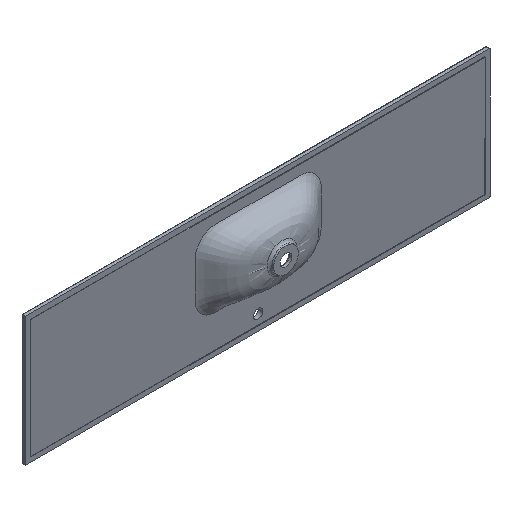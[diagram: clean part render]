
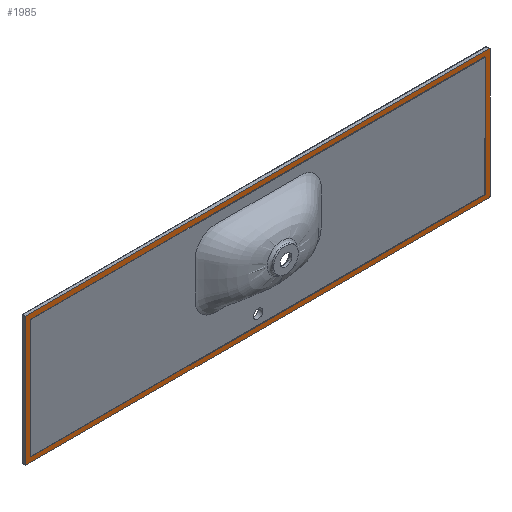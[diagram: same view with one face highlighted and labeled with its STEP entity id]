
A CAD part, isometric view. The second image highlights one B-rep face of the part: STEP entity #1985.
In plain terms, the highlighted planar face has unit normal (0, -1, 0).
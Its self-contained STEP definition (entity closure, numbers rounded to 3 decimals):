
#153 = CARTESIAN_POINT ( 'NONE',  ( -899.999, -14., -247.755 ) ) ;
#228 = VECTOR ( 'NONE', #13302, 1000. ) ;
#435 = ORIENTED_EDGE ( 'NONE', *, *, #14339, .T. ) ;
#542 = CARTESIAN_POINT ( 'NONE',  ( 899.999, -14., 249.416 ) ) ;
#573 = EDGE_CURVE ( 'NONE', #17306, #15377, #18367, .T. ) ;
#582 = DIRECTION ( 'NONE',  ( 1., 0., 0. ) ) ;
#751 = CARTESIAN_POINT ( 'NONE',  ( -899.999, -14., -247.755 ) ) ;
#861 = CARTESIAN_POINT ( 'NONE',  ( 899.171, -14., 250.244 ) ) ;
#972 = ORIENTED_EDGE ( 'NONE', *, *, #14155, .T. ) ;
#1028 = CARTESIAN_POINT ( 'NONE',  ( -899.999, -14., -249.755 ) ) ;
#1096 = CARTESIAN_POINT ( 'NONE',  ( -880.558, -14., 230.803 ) ) ;
#1513 = CARTESIAN_POINT ( 'NONE',  ( -880.558, -14., -229.755 ) ) ;
#1592 = CARTESIAN_POINT ( 'NONE',  ( 880.558, -14., -229.755 ) ) ;
#1631 = AXIS2_PLACEMENT_3D ( 'NONE', #2142, #10150, #1926 ) ;
#1642 = EDGE_CURVE ( 'NONE', #16125, #17306, #3453, .T. ) ;
#1926 = DIRECTION ( 'NONE',  ( 0., 0., 1. ) ) ;
#1985 = ADVANCED_FACE ( 'NONE', ( #3553, #20193 ), #10364, .F. ) ;
#2142 = CARTESIAN_POINT ( 'NONE',  ( 0., -14., 0. ) ) ;
#2171 = EDGE_CURVE ( 'NONE', #5379, #14508, #16450, .T. ) ;
#2318 = CARTESIAN_POINT ( 'NONE',  ( 299.51, -14., 250.244 ) ) ;
#2714 = CARTESIAN_POINT ( 'NONE',  ( -880.558, -14., 230.803 ) ) ;
#2930 = EDGE_LOOP ( 'NONE', ( #21192, #6270, #3895, #6492 ) ) ;
#3037 = EDGE_LOOP ( 'NONE', ( #10502, #9092, #435, #3583, #20651, #10286, #972, #14830 ) ) ;
#3191 = CARTESIAN_POINT ( 'NONE',  ( 898., -14., 250.244 ) ) ;
#3324 = CARTESIAN_POINT ( 'NONE',  ( 899.999, -14., -247.755 ) ) ;
#3453 = LINE ( 'NONE', #13612, #228 ) ;
#3553 = FACE_OUTER_BOUND ( 'NONE', #3037, .T. ) ;
#3583 = ORIENTED_EDGE ( 'NONE', *, *, #21160, .T. ) ;
#3623 = CARTESIAN_POINT ( 'NONE',  ( -899.171, -14., 250.244 ) ) ;
#3895 = ORIENTED_EDGE ( 'NONE', *, *, #1642, .F. ) ;
#3940 = VECTOR ( 'NONE', #582, 1000. ) ;
#4031 = VERTEX_POINT ( 'NONE', #9468 ) ;
#4211 = VERTEX_POINT ( 'NONE', #12496 ) ;
#4234 = EDGE_CURVE ( 'NONE', #4211, #19242, #19188, .T. ) ;
#4272 = DIRECTION ( 'NONE',  ( 0., 0., -1. ) ) ;
#4538 = VERTEX_POINT ( 'NONE', #17470 ) ;
#5132 = CARTESIAN_POINT ( 'NONE',  ( -899.999, -14., 249.416 ) ) ;
#5379 = VERTEX_POINT ( 'NONE', #12824 ) ;
#5876 = CARTESIAN_POINT ( 'NONE',  ( 299.51, -14., -249.755 ) ) ;
#6270 = ORIENTED_EDGE ( 'NONE', *, *, #573, .F. ) ;
#6492 = ORIENTED_EDGE ( 'NONE', *, *, #11274, .F. ) ;
#6590 = DIRECTION ( 'NONE',  ( 1., 0., 0. ) ) ;
#6770 =( BOUNDED_CURVE ( )  B_SPLINE_CURVE ( 3, ( #19842, #3623, #5132, #10009 ),
 .UNSPECIFIED., .F., .T. ) 
 B_SPLINE_CURVE_WITH_KNOTS ( ( 4, 4 ),
 ( 2.357, 3.926 ),
 .UNSPECIFIED. ) 
 CURVE ( )  GEOMETRIC_REPRESENTATION_ITEM ( )  RATIONAL_B_SPLINE_CURVE ( ( 1., 0.805, 0.805, 1. ) ) 
 REPRESENTATION_ITEM ( '' )  );
#6794 = LINE ( 'NONE', #1513, #8492 ) ;
#7465 = VERTEX_POINT ( 'NONE', #3191 ) ;
#8302 =( BOUNDED_CURVE ( )  B_SPLINE_CURVE ( 3, ( #751, #19134, #14067, #18711 ),
 .UNSPECIFIED., .F., .T. ) 
 B_SPLINE_CURVE_WITH_KNOTS ( ( 4, 4 ),
 ( 3.142, 4.712 ),
 .UNSPECIFIED. ) 
 CURVE ( )  GEOMETRIC_REPRESENTATION_ITEM ( )  RATIONAL_B_SPLINE_CURVE ( ( 1., 0.805, 0.805, 1. ) ) 
 REPRESENTATION_ITEM ( '' )  );
#8492 = VECTOR ( 'NONE', #6590, 1000. ) ;
#8604 = CARTESIAN_POINT ( 'NONE',  ( 899.999, -14., 248.245 ) ) ;
#8747 = CARTESIAN_POINT ( 'NONE',  ( 897.998, -14., -249.755 ) ) ;
#8878 = CARTESIAN_POINT ( 'NONE',  ( 898., -14., 250.244 ) ) ;
#9092 = ORIENTED_EDGE ( 'NONE', *, *, #4234, .T. ) ;
#9233 = VECTOR ( 'NONE', #10257, 1000. ) ;
#9430 = LINE ( 'NONE', #1096, #20859 ) ;
#9468 = CARTESIAN_POINT ( 'NONE',  ( -897.998, -14., -249.755 ) ) ;
#10009 = CARTESIAN_POINT ( 'NONE',  ( -899.999, -14., 248.245 ) ) ;
#10150 = DIRECTION ( 'NONE',  ( 0., 1., 0. ) ) ;
#10257 = DIRECTION ( 'NONE',  ( -1., 0., 0. ) ) ;
#10286 = ORIENTED_EDGE ( 'NONE', *, *, #14347, .T. ) ;
#10364 = PLANE ( 'NONE',  #1631 ) ;
#10501 = DIRECTION ( 'NONE',  ( 0., 0., 1. ) ) ;
#10502 = ORIENTED_EDGE ( 'NONE', *, *, #19747, .T. ) ;
#10603 = LINE ( 'NONE', #20650, #10854 ) ;
#10854 = VECTOR ( 'NONE', #10501, 1000. ) ;
#11274 = EDGE_CURVE ( 'NONE', #4538, #16125, #6794, .T. ) ;
#12390 = CARTESIAN_POINT ( 'NONE',  ( 880.558, -14., 230.803 ) ) ;
#12496 = CARTESIAN_POINT ( 'NONE',  ( -899.999, -14., 248.245 ) ) ;
#12824 = CARTESIAN_POINT ( 'NONE',  ( 897.998, -14., -249.755 ) ) ;
#13302 = DIRECTION ( 'NONE',  ( 0., 0., 1. ) ) ;
#13508 = CARTESIAN_POINT ( 'NONE',  ( 899.17, -14., -249.755 ) ) ;
#13567 = VECTOR ( 'NONE', #4272, 1000. ) ;
#13612 = CARTESIAN_POINT ( 'NONE',  ( 880.558, -14., -229.755 ) ) ;
#14004 = LINE ( 'NONE', #2318, #20002 ) ;
#14067 = CARTESIAN_POINT ( 'NONE',  ( -899.17, -14., -249.755 ) ) ;
#14155 = EDGE_CURVE ( 'NONE', #20544, #7465, #20853, .T. ) ;
#14339 = EDGE_CURVE ( 'NONE', #19242, #4031, #8302, .T. ) ;
#14347 = EDGE_CURVE ( 'NONE', #14508, #20544, #10603, .T. ) ;
#14508 = VERTEX_POINT ( 'NONE', #3324 ) ;
#14830 = ORIENTED_EDGE ( 'NONE', *, *, #21330, .T. ) ;
#15348 = CARTESIAN_POINT ( 'NONE',  ( 899.999, -14., -248.927 ) ) ;
#15377 = VERTEX_POINT ( 'NONE', #2714 ) ;
#15689 = CARTESIAN_POINT ( 'NONE',  ( 899.999, -14., 248.245 ) ) ;
#16125 = VERTEX_POINT ( 'NONE', #1592 ) ;
#16450 =( BOUNDED_CURVE ( )  B_SPLINE_CURVE ( 3, ( #8747, #13508, #15348, #18472 ),
 .UNSPECIFIED., .F., .T. ) 
 B_SPLINE_CURVE_WITH_KNOTS ( ( 4, 4 ),
 ( 1.571, 3.142 ),
 .UNSPECIFIED. ) 
 CURVE ( )  GEOMETRIC_REPRESENTATION_ITEM ( )  RATIONAL_B_SPLINE_CURVE ( ( 1., 0.805, 0.805, 1. ) ) 
 REPRESENTATION_ITEM ( '' )  );
#16885 = VERTEX_POINT ( 'NONE', #18033 ) ;
#17135 = LINE ( 'NONE', #5876, #3940 ) ;
#17306 = VERTEX_POINT ( 'NONE', #19241 ) ;
#17470 = CARTESIAN_POINT ( 'NONE',  ( -880.558, -14., -229.755 ) ) ;
#17857 = DIRECTION ( 'NONE',  ( 0., 0., -1. ) ) ;
#18033 = CARTESIAN_POINT ( 'NONE',  ( -898., -14., 250.244 ) ) ;
#18367 = LINE ( 'NONE', #12390, #9233 ) ;
#18472 = CARTESIAN_POINT ( 'NONE',  ( 899.999, -14., -247.755 ) ) ;
#18711 = CARTESIAN_POINT ( 'NONE',  ( -897.998, -14., -249.755 ) ) ;
#18727 = EDGE_CURVE ( 'NONE', #15377, #4538, #9430, .T. ) ;
#19134 = CARTESIAN_POINT ( 'NONE',  ( -899.999, -14., -248.927 ) ) ;
#19188 = LINE ( 'NONE', #1028, #13567 ) ;
#19241 = CARTESIAN_POINT ( 'NONE',  ( 880.558, -14., 230.803 ) ) ;
#19242 = VERTEX_POINT ( 'NONE', #153 ) ;
#19747 = EDGE_CURVE ( 'NONE', #16885, #4211, #6770, .T. ) ;
#19842 = CARTESIAN_POINT ( 'NONE',  ( -898., -14., 250.244 ) ) ;
#20002 = VECTOR ( 'NONE', #20369, 1000. ) ;
#20193 = FACE_BOUND ( 'NONE', #2930, .T. ) ;
#20369 = DIRECTION ( 'NONE',  ( -1., 0., 0. ) ) ;
#20544 = VERTEX_POINT ( 'NONE', #8604 ) ;
#20650 = CARTESIAN_POINT ( 'NONE',  ( 899.999, -14., -249.755 ) ) ;
#20651 = ORIENTED_EDGE ( 'NONE', *, *, #2171, .T. ) ;
#20853 =( BOUNDED_CURVE ( )  B_SPLINE_CURVE ( 3, ( #15689, #542, #861, #8878 ),
 .UNSPECIFIED., .F., .F. ) 
 B_SPLINE_CURVE_WITH_KNOTS ( ( 4, 4 ),
 ( 2.357, 3.926 ),
 .UNSPECIFIED. ) 
 CURVE ( )  GEOMETRIC_REPRESENTATION_ITEM ( )  RATIONAL_B_SPLINE_CURVE ( ( 1., 0.805, 0.805, 1. ) ) 
 REPRESENTATION_ITEM ( '' )  );
#20859 = VECTOR ( 'NONE', #17857, 1000. ) ;
#21160 = EDGE_CURVE ( 'NONE', #4031, #5379, #17135, .T. ) ;
#21192 = ORIENTED_EDGE ( 'NONE', *, *, #18727, .F. ) ;
#21330 = EDGE_CURVE ( 'NONE', #7465, #16885, #14004, .T. ) ;
